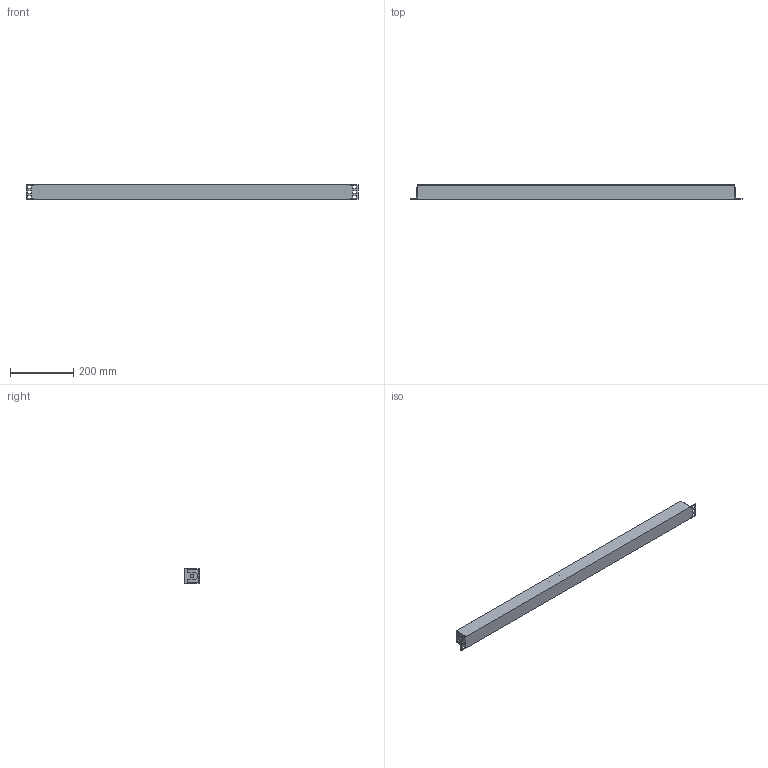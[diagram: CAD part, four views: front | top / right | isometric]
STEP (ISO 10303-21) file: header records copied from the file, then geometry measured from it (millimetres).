
FILE_DESCRIPTION (( 'STEP AP203' ), '1' );
FILE_NAME ('00078814 PDU PV22_18D-11.STEP', '2022-10-21T09:02:17', ( '' ), ( '' ), 'SwSTEP 2.0', 'SolidWorks 2022', '' );
FILE_SCHEMA (( 'CONFIG_CONTROL_DESIGN' ));
Length unit declared in the file: millimetre
Products named in the file (1): 00078814 PDU PV22_18D-11
Bounding box: 1051 x 45 x 45 mm (x, y, z)
Volume: 1645855.8 mm3; surface area: 243891.4 mm2
Topology: 1 solids, 1 shells, 727 faces, 2029 edges, 1327 vertices
Faces by surface type: plane 613, cylinder 114
Entity records: 22718 total; most frequent: CARTESIAN_POINT 4297, ORIENTED_EDGE 3910, DIRECTION 3711, EDGE_CURVE 1955, LINE 1439, VECTOR 1439, VERTEX_POINT 1290, AXIS2_PLACEMENT_3D 1136
